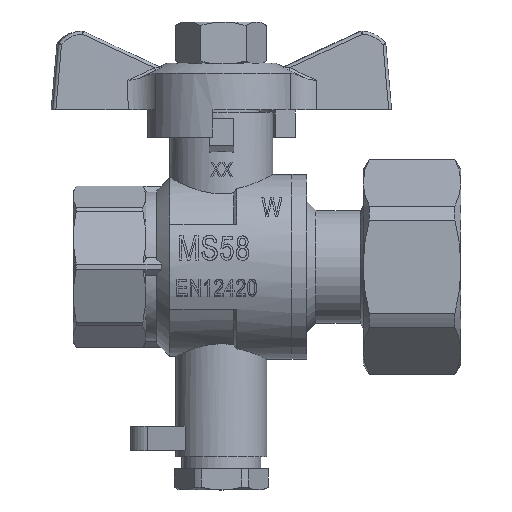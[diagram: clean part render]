
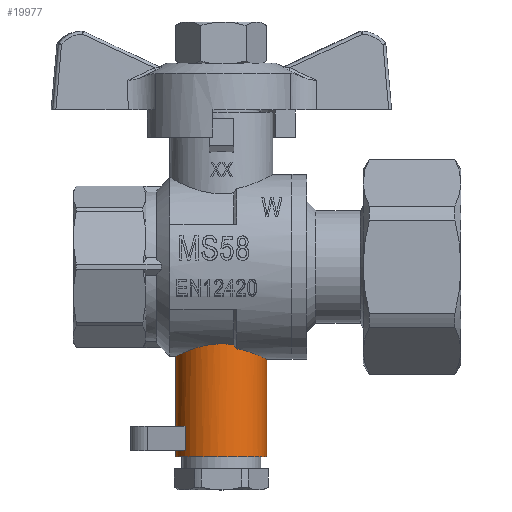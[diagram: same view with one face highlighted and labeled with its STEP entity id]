
A CAD part, top view. The second image highlights one B-rep face of the part: STEP entity #19977.
In plain terms, the highlighted cylindrical face has radius 7.5 mm (diameter 15 mm), a full revolution.
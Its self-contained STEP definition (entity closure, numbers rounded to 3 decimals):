
#20=(
BOUNDED_CURVE()
B_SPLINE_CURVE(3,(#34590,#34591,#34592,#34593,#34594,#34595,#34596,#34597,
#34598,#34599,#34600,#34601,#34602),.UNSPECIFIED.,.F.,.F.)
B_SPLINE_CURVE_WITH_KNOTS((4,3,3,3,4),(0.,0.209,0.419,
0.628,0.838),.PIECEWISE_BEZIER_KNOTS.)
CURVE()
GEOMETRIC_REPRESENTATION_ITEM()
RATIONAL_B_SPLINE_CURVE((1.,1.,1.,1.,1.,1.,1.,1.,1.,1.,1.,1.,1.))
REPRESENTATION_ITEM('')
);
#21=(
BOUNDED_CURVE()
B_SPLINE_CURVE(3,(#34615,#34616,#34617,#34618,#34619,#34620,#34621,#34622,
#34623,#34624,#34625,#34626,#34627),.UNSPECIFIED.,.F.,.F.)
B_SPLINE_CURVE_WITH_KNOTS((4,3,3,3,4),(0.,0.21,0.42,
0.629,0.838),.PIECEWISE_BEZIER_KNOTS.)
CURVE()
GEOMETRIC_REPRESENTATION_ITEM()
RATIONAL_B_SPLINE_CURVE((1.,1.,1.,1.,1.,1.,1.,1.,1.,1.,1.,1.,1.))
REPRESENTATION_ITEM('')
);
#1412=LINE('',#34643,#2640);
#1413=LINE('',#34647,#2641);
#2640=VECTOR('',#25029,1000.);
#2641=VECTOR('',#25032,1000.);
#3820=B_SPLINE_CURVE_WITH_KNOTS('',3,(#34605,#34606,#34607,#34608,#34609,
#34610,#34611,#34612,#34613),.UNSPECIFIED.,.F.,.F.,(4,1,1,1,1,1,4),(-0.009,
-0.005,-0.002,0.,0.002,
0.005,0.009),.UNSPECIFIED.);
#3821=B_SPLINE_CURVE_WITH_KNOTS('',3,(#34629,#34630,#34631,#34632,#34633,
#34634,#34635,#34636,#34637,#34638,#34639),.UNSPECIFIED.,.F.,.F.,(4,1,1,
1,1,1,1,1,4),(0.,0.003,0.007,0.01,
0.014,0.017,0.021,0.024,
0.028),.UNSPECIFIED.);
#5865=ORIENTED_EDGE('',*,*,#11693,.F.);
#5866=ORIENTED_EDGE('',*,*,#11694,.T.);
#5867=ORIENTED_EDGE('',*,*,#11695,.T.);
#5868=ORIENTED_EDGE('',*,*,#11696,.T.);
#5869=ORIENTED_EDGE('',*,*,#11697,.T.);
#5870=ORIENTED_EDGE('',*,*,#11698,.T.);
#5871=ORIENTED_EDGE('',*,*,#11699,.F.);
#5872=ORIENTED_EDGE('',*,*,#11700,.F.);
#5873=ORIENTED_EDGE('',*,*,#11701,.T.);
#11693=EDGE_CURVE('',#14680,#14680,#16620,.T.);
#11694=EDGE_CURVE('',#14681,#14682,#20,.T.);
#11695=EDGE_CURVE('',#14682,#14683,#3820,.T.);
#11696=EDGE_CURVE('',#14683,#14684,#21,.T.);
#11697=EDGE_CURVE('',#14684,#14681,#3821,.T.);
#11698=EDGE_CURVE('',#14685,#14686,#16621,.T.);
#11699=EDGE_CURVE('',#14687,#14686,#1412,.T.);
#11700=EDGE_CURVE('',#14688,#14687,#16622,.T.);
#11701=EDGE_CURVE('',#14688,#14685,#1413,.T.);
#14680=VERTEX_POINT('',#34589);
#14681=VERTEX_POINT('',#34603);
#14682=VERTEX_POINT('',#34604);
#14683=VERTEX_POINT('',#34614);
#14684=VERTEX_POINT('',#34628);
#14685=VERTEX_POINT('',#34641);
#14686=VERTEX_POINT('',#34642);
#14687=VERTEX_POINT('',#34644);
#14688=VERTEX_POINT('',#34646);
#16620=CIRCLE('',#21549,7.5);
#16621=CIRCLE('',#21550,7.5);
#16622=CIRCLE('',#21551,7.5);
#17200=EDGE_LOOP('',(#5865));
#17201=EDGE_LOOP('',(#5866,#5867,#5868,#5869));
#17202=EDGE_LOOP('',(#5870,#5871,#5872,#5873));
#18547=FACE_BOUND('',#17200,.T.);
#18548=FACE_BOUND('',#17201,.T.);
#18549=FACE_BOUND('',#17202,.T.);
#19700=CYLINDRICAL_SURFACE('',#21548,7.5);
#19977=ADVANCED_FACE('',(#18547,#18548,#18549),#19700,.T.);
#21548=AXIS2_PLACEMENT_3D('',#34587,#25023,#25024);
#21549=AXIS2_PLACEMENT_3D('',#34588,#25025,#25026);
#21550=AXIS2_PLACEMENT_3D('',#34640,#25027,#25028);
#21551=AXIS2_PLACEMENT_3D('',#34645,#25030,#25031);
#25023=DIRECTION('',(0.,-1.,0.));
#25024=DIRECTION('',(-1.,0.,0.));
#25025=DIRECTION('',(0.,-1.,0.));
#25026=DIRECTION('',(1.,0.,0.));
#25027=DIRECTION('',(0.,-1.,0.));
#25028=DIRECTION('',(-1.,0.,0.));
#25029=DIRECTION('',(0.,-1.,0.));
#25030=DIRECTION('',(0.,-1.,0.));
#25031=DIRECTION('',(-1.,0.,0.));
#25032=DIRECTION('',(0.,-1.,0.));
#34587=CARTESIAN_POINT('',(0.,-20.3,0.));
#34588=CARTESIAN_POINT('',(0.,-31.3,0.));
#34589=CARTESIAN_POINT('',(7.5,-31.3,0.));
#34590=CARTESIAN_POINT('',(2.,-12.857,-7.228));
#34591=CARTESIAN_POINT('',(2.042,-12.912,-7.217));
#34592=CARTESIAN_POINT('',(2.084,-12.966,-7.205));
#34593=CARTESIAN_POINT('',(2.125,-13.021,-7.193));
#34594=CARTESIAN_POINT('',(2.167,-13.075,-7.18));
#34595=CARTESIAN_POINT('',(2.209,-13.13,-7.167));
#34596=CARTESIAN_POINT('',(2.251,-13.185,-7.154));
#34597=CARTESIAN_POINT('',(2.292,-13.239,-7.141));
#34598=CARTESIAN_POINT('',(2.334,-13.294,-7.128));
#34599=CARTESIAN_POINT('',(2.375,-13.348,-7.114));
#34600=CARTESIAN_POINT('',(2.417,-13.403,-7.1));
#34601=CARTESIAN_POINT('',(2.459,-13.457,-7.086));
#34602=CARTESIAN_POINT('',(2.5,-13.512,-7.071));
#34603=CARTESIAN_POINT('',(2.,-12.857,-7.228));
#34604=CARTESIAN_POINT('',(2.5,-13.512,-7.071));
#34605=CARTESIAN_POINT('',(2.5,-13.512,-7.071));
#34606=CARTESIAN_POINT('',(3.972,-13.784,-6.551));
#34607=CARTESIAN_POINT('',(5.833,-14.47,-5.129));
#34608=CARTESIAN_POINT('',(7.245,-15.122,-2.37));
#34609=CARTESIAN_POINT('',(7.626,-15.313,0.));
#34610=CARTESIAN_POINT('',(7.251,-15.125,2.347));
#34611=CARTESIAN_POINT('',(5.842,-14.473,5.126));
#34612=CARTESIAN_POINT('',(3.971,-13.784,6.551));
#34613=CARTESIAN_POINT('',(2.5,-13.512,7.071));
#34614=CARTESIAN_POINT('',(2.5,-13.512,7.071));
#34615=CARTESIAN_POINT('',(2.5,-13.512,7.071));
#34616=CARTESIAN_POINT('',(2.459,-13.457,7.086));
#34617=CARTESIAN_POINT('',(2.417,-13.403,7.1));
#34618=CARTESIAN_POINT('',(2.375,-13.348,7.114));
#34619=CARTESIAN_POINT('',(2.334,-13.294,7.128));
#34620=CARTESIAN_POINT('',(2.292,-13.239,7.141));
#34621=CARTESIAN_POINT('',(2.251,-13.185,7.154));
#34622=CARTESIAN_POINT('',(2.209,-13.13,7.167));
#34623=CARTESIAN_POINT('',(2.167,-13.075,7.18));
#34624=CARTESIAN_POINT('',(2.125,-13.021,7.193));
#34625=CARTESIAN_POINT('',(2.084,-12.966,7.205));
#34626=CARTESIAN_POINT('',(2.042,-12.912,7.217));
#34627=CARTESIAN_POINT('',(2.,-12.857,7.228));
#34628=CARTESIAN_POINT('',(2.,-12.857,7.228));
#34629=CARTESIAN_POINT('',(2.,-12.857,7.228));
#34630=CARTESIAN_POINT('',(0.875,-12.682,7.54));
#34631=CARTESIAN_POINT('',(-1.53,-12.632,7.623));
#34632=CARTESIAN_POINT('',(-4.732,-13.474,6.146));
#34633=CARTESIAN_POINT('',(-6.932,-14.451,3.499));
#34634=CARTESIAN_POINT('',(-7.784,-14.899,-0.001));
#34635=CARTESIAN_POINT('',(-6.933,-14.452,-3.496));
#34636=CARTESIAN_POINT('',(-4.725,-13.472,-6.15));
#34637=CARTESIAN_POINT('',(-1.536,-12.633,-7.621));
#34638=CARTESIAN_POINT('',(0.874,-12.682,-7.54));
#34639=CARTESIAN_POINT('',(2.,-12.857,-7.228));
#34640=CARTESIAN_POINT('',(0.,-30.3,0.));
#34641=CARTESIAN_POINT('',(-6.,-30.3,4.5));
#34642=CARTESIAN_POINT('',(-6.,-30.3,-4.5));
#34643=CARTESIAN_POINT('',(-6.,-20.3,-4.5));
#34644=CARTESIAN_POINT('',(-6.,-26.3,-4.5));
#34645=CARTESIAN_POINT('',(0.,-26.3,0.));
#34646=CARTESIAN_POINT('',(-6.,-26.3,4.5));
#34647=CARTESIAN_POINT('',(-6.,-20.3,4.5));
